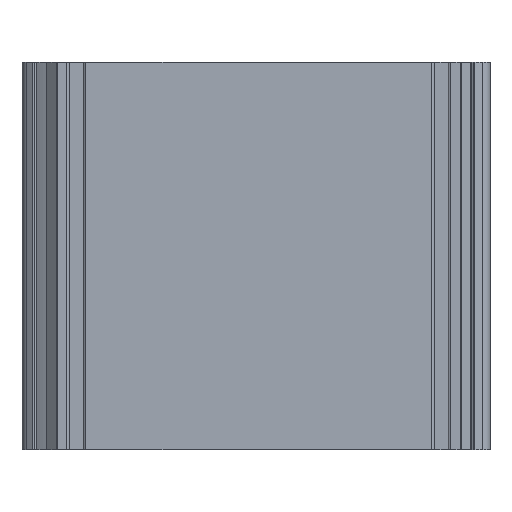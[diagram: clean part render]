
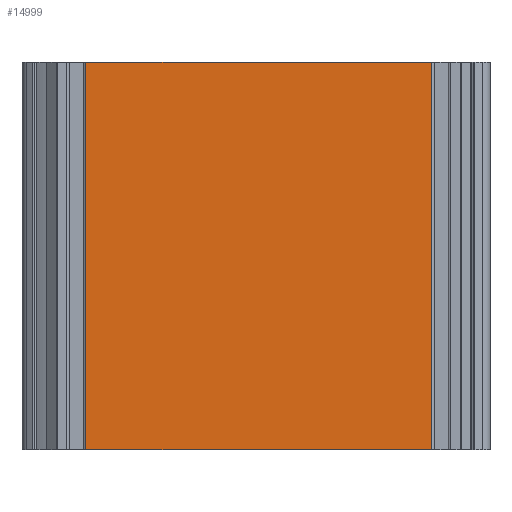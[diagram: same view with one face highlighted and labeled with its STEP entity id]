
A CAD part, front view. The second image highlights one B-rep face of the part: STEP entity #14999.
In plain terms, the highlighted planar face has unit normal (0, -1, 0).
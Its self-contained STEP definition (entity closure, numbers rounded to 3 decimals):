
#10183=CARTESIAN_POINT('',(68.46,-31.75,750.0));
#10184=VERTEX_POINT('',#10183);
#10192=CARTESIAN_POINT('',(-65.34,-31.75,750.0));
#10193=VERTEX_POINT('',#10192);
#10194=CARTESIAN_POINT('',(-65.34,-31.75,750.0));
#10195=DIRECTION('',(1.0,0.0,0.0));
#10196=VECTOR('',#10195,133.8);
#10197=LINE('',#10194,#10196);
#10198=EDGE_CURVE('',#10193,#10184,#10197,.T.);
#14957=CARTESIAN_POINT('',(-65.34,-31.75,900.0));
#14958=VERTEX_POINT('',#14957);
#14959=CARTESIAN_POINT('',(-65.34,-31.75,750.0));
#14960=DIRECTION('',(0.0,0.0,1.0));
#14961=VECTOR('',#14960,150.0);
#14962=LINE('',#14959,#14961);
#14963=EDGE_CURVE('',#10193,#14958,#14962,.T.);
#14976=CARTESIAN_POINT('',(68.46,-31.75,-100.0));
#14977=DIRECTION('',(0.0,-1.0,0.0));
#14978=DIRECTION('',(0.0,0.0,-1.0));
#14979=AXIS2_PLACEMENT_3D('',#14976,#14977,#14978);
#14980=PLANE('',#14979);
#14981=ORIENTED_EDGE('',*,*,#10198,.T.);
#14982=CARTESIAN_POINT('',(68.46,-31.75,900.0));
#14983=VERTEX_POINT('',#14982);
#14984=CARTESIAN_POINT('',(68.46,-31.75,750.0));
#14985=DIRECTION('',(0.0,0.0,1.0));
#14986=VECTOR('',#14985,150.0);
#14987=LINE('',#14984,#14986);
#14988=EDGE_CURVE('',#10184,#14983,#14987,.T.);
#14989=ORIENTED_EDGE('',*,*,#14988,.T.);
#14990=CARTESIAN_POINT('',(68.46,-31.75,900.0));
#14991=DIRECTION('',(-1.0,0.0,0.0));
#14992=VECTOR('',#14991,133.8);
#14993=LINE('',#14990,#14992);
#14994=EDGE_CURVE('',#14983,#14958,#14993,.T.);
#14995=ORIENTED_EDGE('',*,*,#14994,.T.);
#14996=ORIENTED_EDGE('',*,*,#14963,.F.);
#14997=EDGE_LOOP('',(#14981,#14989,#14995,#14996));
#14998=FACE_OUTER_BOUND('',#14997,.T.);
#14999=ADVANCED_FACE('',(#14998),#14980,.T.);
